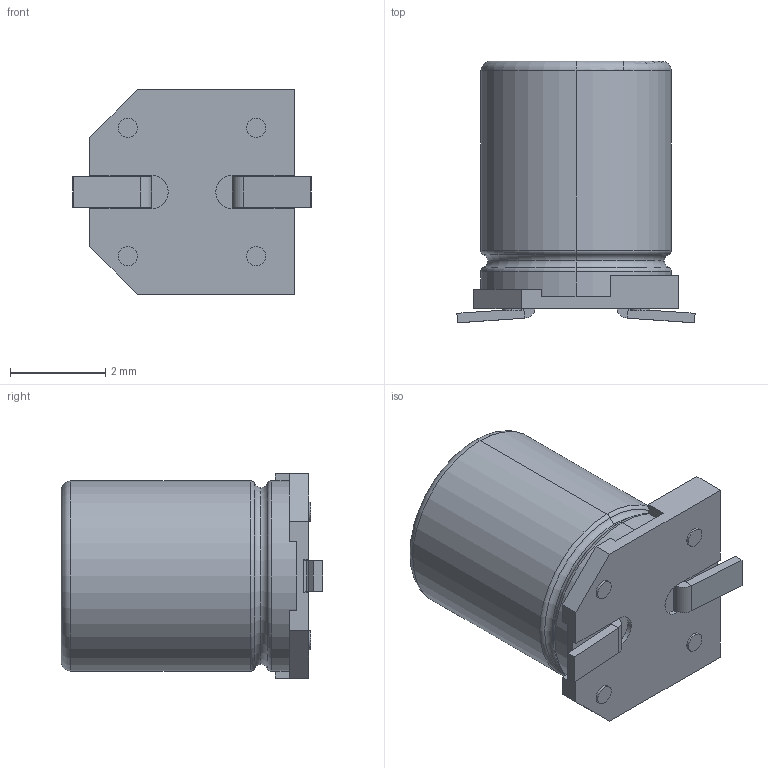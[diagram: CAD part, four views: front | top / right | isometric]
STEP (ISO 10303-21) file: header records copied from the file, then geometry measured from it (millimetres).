
FILE_DESCRIPTION (( 'STEP AP214' ), '1' );
FILE_NAME ('865090640005.STEP', '2019-02-09T11:32:19', ( '' ), ( '' ), 'SwSTEP 2.0', 'SolidWorks 2017', '' );
FILE_SCHEMA (( 'AUTOMOTIVE_DESIGN' ));
Length unit declared in the file: millimetre
Products named in the file (1): 865090640005
Bounding box: 5.01 x 5.5 x 4.3 mm (x, y, z)
Volume: 67.5 mm3; surface area: 145.6 mm2
Topology: 5 solids, 5 shells, 95 faces, 213 edges, 132 vertices
Faces by surface type: plane 61, cylinder 22, torus 12
Entity records: 2806 total; most frequent: DIRECTION 468, CARTESIAN_POINT 461, ORIENTED_EDGE 426, EDGE_CURVE 213, AXIS2_PLACEMENT_3D 163, VECTOR 142, LINE 142, VERTEX_POINT 132
